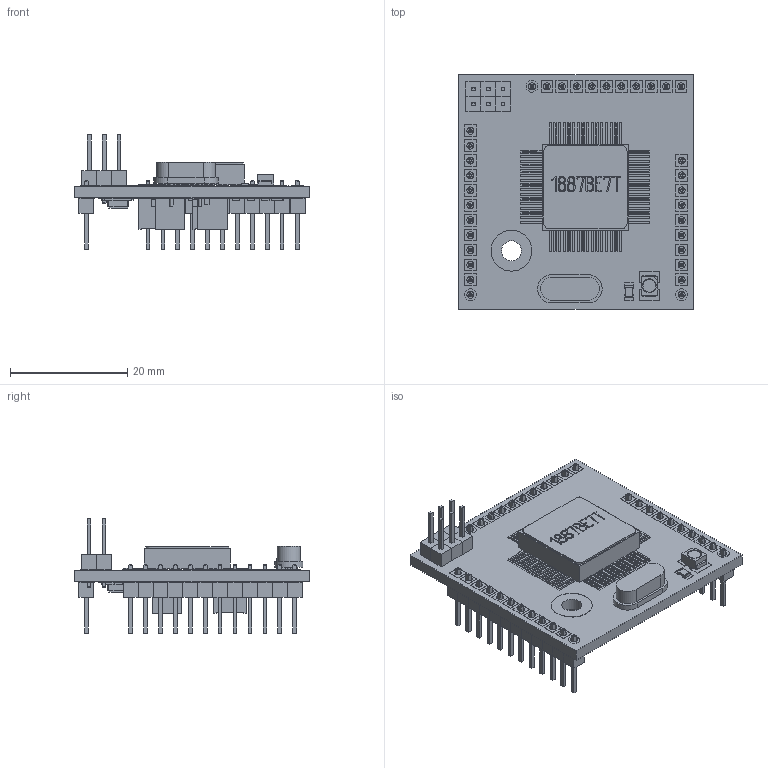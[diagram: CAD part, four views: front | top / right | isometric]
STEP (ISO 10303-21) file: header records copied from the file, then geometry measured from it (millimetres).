
FILE_DESCRIPTION(('STEP AP214'), '1');
FILE_NAME('MPA8', '2019-04-03T08:36:46', ('UNSPECIFIED'), ('UNSPECIFIED'), 'ASCON STEP Converter 1.3', 'ASCON Math Kernel', '');
FILE_SCHEMA(('AUTOMOTIVE_DESIGN { 1 0 10303 214 3 1 1}'));
Length unit declared in the file: millimetre
Assembly tree (80 placements, depth 2):
  (unnamed)
    (unnamed)
    (unnamed)  x39
    (unnamed)
    (unnamed)  x27
    (unnamed)
    (unnamed)
    (unnamed)  x2
    (unnamed)  x2
    (unnamed)  x4
    (unnamed)  x2
Bounding box: 40 x 40 x 19.67 mm (x, y, z)
Volume: 5545.2 mm3; surface area: 8525.2 mm2
Topology: 80 solids, 80 shells, 3933 faces, 9763 edges, 6362 vertices
Faces by surface type: plane 3577, cylinder 355, torus 1
Full cylindrical faces by diameter (mm): 0.3 x39, 0.5 x2, 1 x8, 1.2 x33, 3.4 x1
Entity records: 95403 total; most frequent: CARTESIAN_POINT 13023, ORIENTED_EDGE 12614, DIRECTION 11979, EDGE_CURVE 6307, LINE 5687, VECTOR 5687, VERTEX_POINT 4190, AXIS2_PLACEMENT_3D 3146
